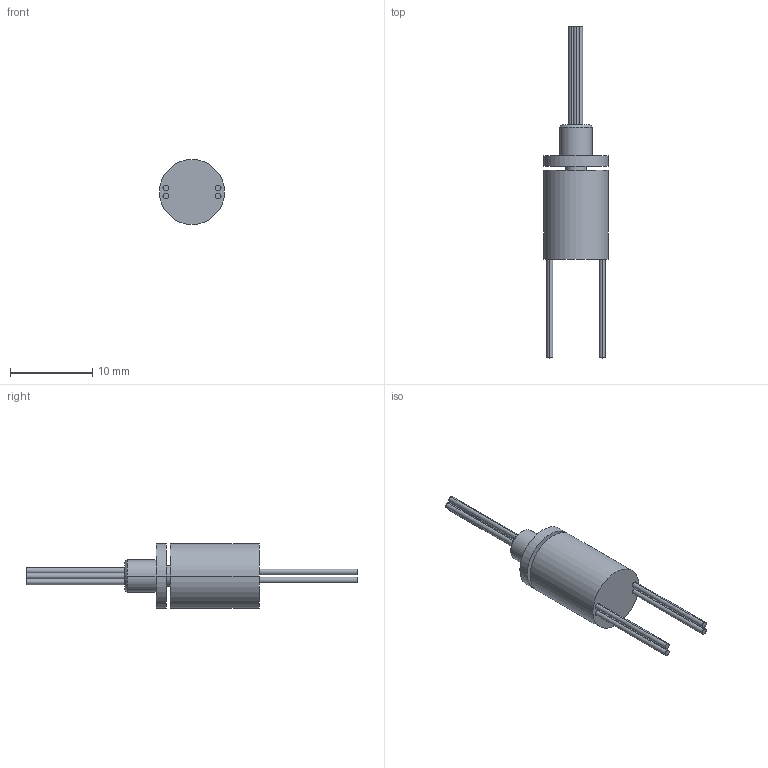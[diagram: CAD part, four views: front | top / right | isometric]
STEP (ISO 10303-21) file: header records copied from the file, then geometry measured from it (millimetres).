
FILE_DESCRIPTION((''),'2;1');
FILE_NAME('MC4X3SS','2012-01-09T',('MegAuto KG'),('MegAuto KG'),'PRO/ENGINEER BY PARAMETRIC TECHNOLOGY CORPORATION, 2010100','PRO/ENGINEER BY PARAMETRIC TECHNOLOGY CORPORATION, 2010100','');
FILE_SCHEMA(('CONFIG_CONTROL_DESIGN'));
Length unit declared in the file: millimetre
Products named in the file (1): MC4X3SS
Bounding box: 7.9 x 40.35 x 7.9 mm (x, y, z)
Volume: 677.3 mm3; surface area: 745.8 mm2
Topology: 1 solids, 1 shells, 39 faces, 76 edges, 50 vertices
Faces by surface type: cylinder 24, plane 13, cone 2
Entity records: 1062 total; most frequent: DIRECTION 204, CARTESIAN_POINT 165, ORIENTED_EDGE 152, AXIS2_PLACEMENT_3D 89, EDGE_CURVE 76, VERTEX_POINT 50, EDGE_LOOP 50, CIRCLE 50
